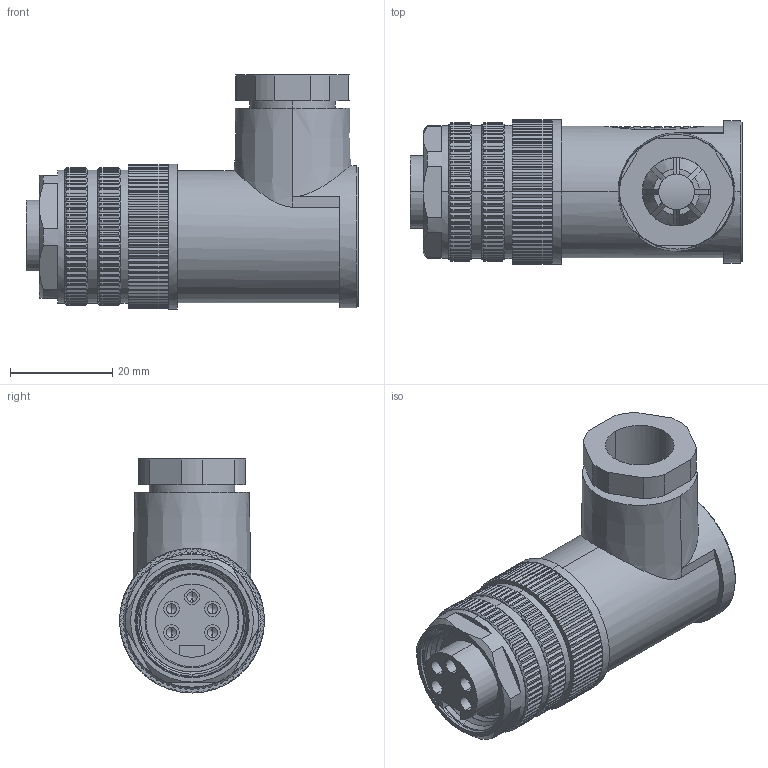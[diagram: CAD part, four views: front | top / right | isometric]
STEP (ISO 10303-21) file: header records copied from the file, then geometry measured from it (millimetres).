
FILE_DESCRIPTION (( 'STEP AP203' ), '1' );
FILE_NAME ('P336.STEP', '2020-04-15T06:32:24', ( 'edpusr' ), ( 'Microsoft' ), 'SwSTEP 2.0', 'SolidWorks 2015', '' );
FILE_SCHEMA (( 'CONFIG_CONTROL_DESIGN' ));
Length unit declared in the file: millimetre
Products named in the file (1): P336
Bounding box: 64.9 x 28.3 x 45.75 mm (x, y, z)
Volume: 37178.3 mm3; surface area: 16011.3 mm2
Topology: 3 solids, 3 shells, 1148 faces, 3340 edges, 2208 vertices
Faces by surface type: plane 562, cylinder 297, bspline 231, cone 58
Entity records: 54088 total; most frequent: CARTESIAN_POINT 26330, ORIENTED_EDGE 6660, DIRECTION 4482, EDGE_CURVE 3330, VERTEX_POINT 2208, LINE 1516, VECTOR 1516, AXIS2_PLACEMENT_3D 1483
